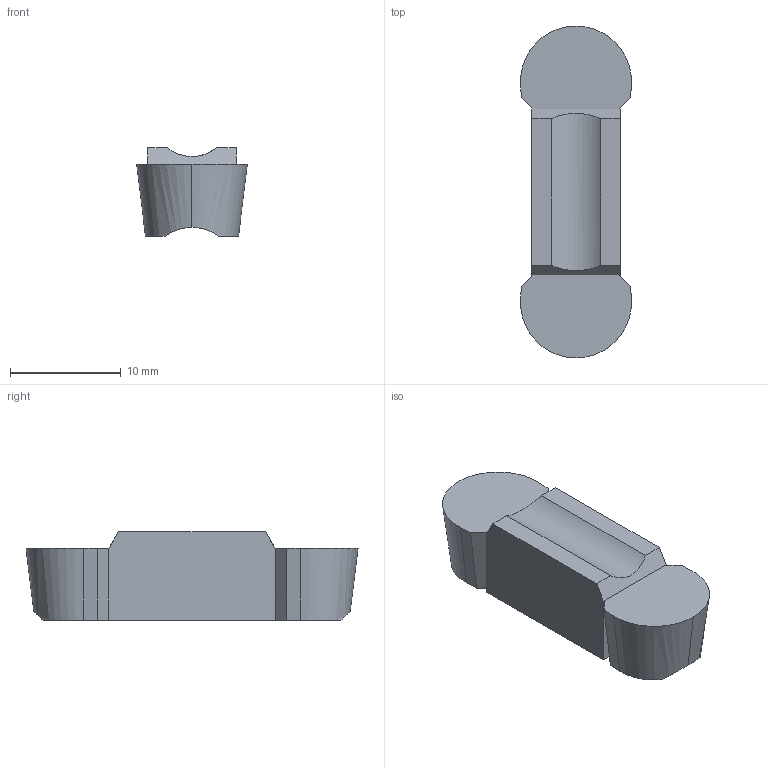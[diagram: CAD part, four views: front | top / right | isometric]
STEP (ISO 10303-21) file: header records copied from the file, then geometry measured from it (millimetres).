
FILE_DESCRIPTION(('CATIA V5 STEP','CAx-IF Rec.Pracs.--- Model Styling and Organization---1.2---2011-12-15'),'2;1');
FILE_NAME('TDT 10.00E-5.00.stp','2017-06-14T04:50:50+00:00',('none'),('none'),'CATIA Version 5 Release 21 SP 5 (IN-10)','CATIA V5 STEP AP214','none');
FILE_SCHEMA(('AUTOMOTIVE_DESIGN { 1 0 10303 214 1 1 1 1 }'));
Length unit declared in the file: millimetre
Products named in the file (1): TDT 10.00E-5.00
Bounding box: 10 x 30 x 8 mm (x, y, z)
Volume: 1558.7 mm3; surface area: 1000.1 mm2
Topology: 1 solids, 1 shells, 28 faces, 84 edges, 59 vertices
Faces by surface type: plane 18, bspline 8, cylinder 2
Entity records: 1132 total; most frequent: CARTESIAN_POINT 461, ORIENTED_EDGE 152, DIRECTION 81, EDGE_CURVE 76, VERTEX_POINT 50, VECTOR 47, LINE 47, B_SPLINE_CURVE_WITH_KNOTS 37
